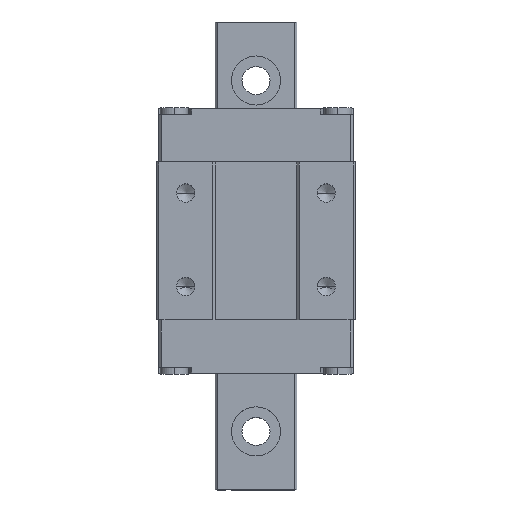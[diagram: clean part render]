
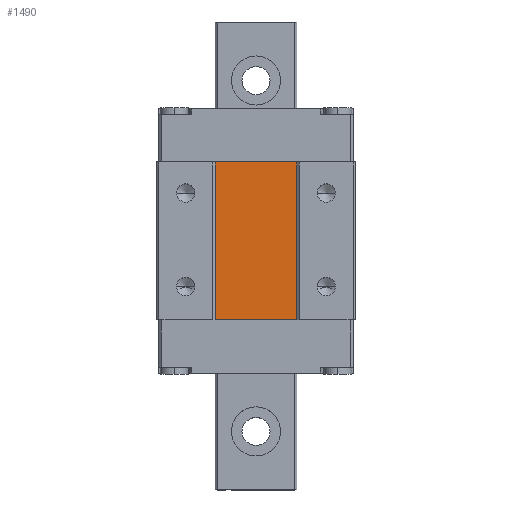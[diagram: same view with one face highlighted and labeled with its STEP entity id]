
A CAD part, top view. The second image highlights one B-rep face of the part: STEP entity #1490.
In plain terms, the highlighted planar face has unit normal (0, 0, 1).
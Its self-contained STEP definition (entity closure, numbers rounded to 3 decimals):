
#243 = DIRECTION ( 'NONE',  ( 0., 0., 1. ) ) ;
#619 = DIRECTION ( 'NONE',  ( 0., 1., 0. ) ) ;
#888 = CARTESIAN_POINT ( 'NONE',  ( -3.5, 13.4, 3.05 ) ) ;
#965 = VERTEX_POINT ( 'NONE', #5543 ) ;
#1032 = DIRECTION ( 'NONE',  ( 1., 0., 0. ) ) ;
#1230 = AXIS2_PLACEMENT_3D ( 'NONE', #888, #243, #6103 ) ;
#1261 = CARTESIAN_POINT ( 'NONE',  ( 3.5, 13.4, 3.05 ) ) ;
#1262 = VECTOR ( 'NONE', #1032, 1000. ) ;
#1490 = ADVANCED_FACE ( 'NONE', ( #3207 ), #1536, .T. ) ;
#1536 = PLANE ( 'NONE',  #1230 ) ;
#1607 = VERTEX_POINT ( 'NONE', #5977 ) ;
#1682 = CARTESIAN_POINT ( 'NONE',  ( -3.5, -0.1, 3.05 ) ) ;
#1864 = CARTESIAN_POINT ( 'NONE',  ( -3.5, -0.1, 3.05 ) ) ;
#1909 = LINE ( 'NONE', #1261, #4190 ) ;
#2021 = EDGE_CURVE ( 'NONE', #965, #1607, #1909, .T. ) ;
#2782 = VERTEX_POINT ( 'NONE', #4567 ) ;
#2974 = LINE ( 'NONE', #1682, #1262 ) ;
#3207 = FACE_OUTER_BOUND ( 'NONE', #5277, .T. ) ;
#3440 = ORIENTED_EDGE ( 'NONE', *, *, #3851, .T. ) ;
#3497 = EDGE_CURVE ( 'NONE', #1607, #2782, #6230, .T. ) ;
#3603 = VECTOR ( 'NONE', #4636, 1000. ) ;
#3685 = VECTOR ( 'NONE', #4845, 1000. ) ;
#3851 = EDGE_CURVE ( 'NONE', #2782, #4964, #6024, .T. ) ;
#4190 = VECTOR ( 'NONE', #619, 1000. ) ;
#4567 = CARTESIAN_POINT ( 'NONE',  ( -3.5, 13.4, 3.05 ) ) ;
#4636 = DIRECTION ( 'NONE',  ( 0., -1., 0. ) ) ;
#4786 = ORIENTED_EDGE ( 'NONE', *, *, #3497, .T. ) ;
#4845 = DIRECTION ( 'NONE',  ( -1., 0., 0. ) ) ;
#4964 = VERTEX_POINT ( 'NONE', #1864 ) ;
#5277 = EDGE_LOOP ( 'NONE', ( #6209, #4786, #3440, #5944 ) ) ;
#5339 = CARTESIAN_POINT ( 'NONE',  ( -3.5, 13.4, 3.05 ) ) ;
#5542 = CARTESIAN_POINT ( 'NONE',  ( -3.5, 13.4, 3.05 ) ) ;
#5543 = CARTESIAN_POINT ( 'NONE',  ( 3.5, -0.1, 3.05 ) ) ;
#5944 = ORIENTED_EDGE ( 'NONE', *, *, #6251, .T. ) ;
#5977 = CARTESIAN_POINT ( 'NONE',  ( 3.5, 13.4, 3.05 ) ) ;
#6024 = LINE ( 'NONE', #5339, #3603 ) ;
#6103 = DIRECTION ( 'NONE',  ( 1., 0., 0. ) ) ;
#6209 = ORIENTED_EDGE ( 'NONE', *, *, #2021, .T. ) ;
#6230 = LINE ( 'NONE', #5542, #3685 ) ;
#6251 = EDGE_CURVE ( 'NONE', #4964, #965, #2974, .T. ) ;
